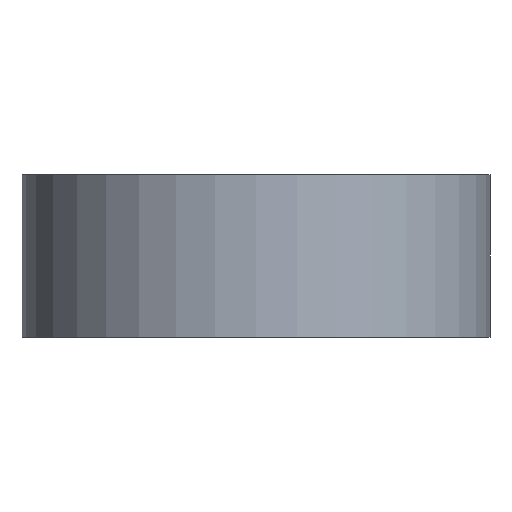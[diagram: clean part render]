
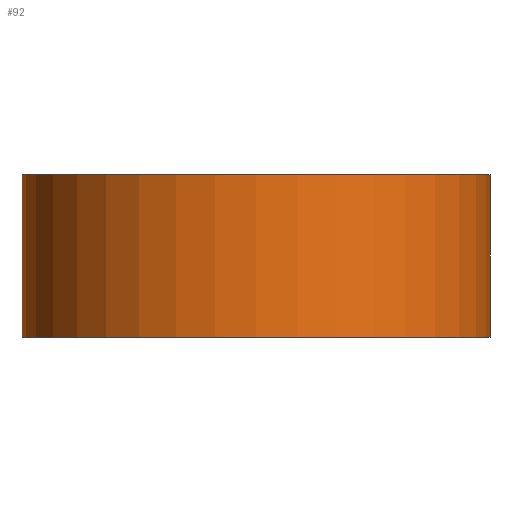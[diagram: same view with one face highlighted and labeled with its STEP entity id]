
A CAD part, front view. The second image highlights one B-rep face of the part: STEP entity #92.
In plain terms, the highlighted cylindrical face has radius 1.283 mm (diameter 2.565 mm), a full revolution.
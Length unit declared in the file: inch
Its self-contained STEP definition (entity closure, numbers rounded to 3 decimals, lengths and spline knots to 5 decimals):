
#36=CARTESIAN_POINT('',(0.,0.,0.035));
#37=DIRECTION('',(0.,0.,-1.));
#38=DIRECTION('',(-1.,0.,0.));
#39=AXIS2_PLACEMENT_3D('',#36,#37,#38);
#40=CIRCLE('',#39,0.0505);
#41=EDGE_CURVE('',#43,#43,#40,.T.);
#42=CARTESIAN_POINT('',(-0.0505,0.,0.035));
#43=VERTEX_POINT('',#42);
#64=CARTESIAN_POINT('',(0.,0.,0.));
#65=DIRECTION('',(0.,0.,1.));
#66=DIRECTION('',(1.,0.,0.));
#67=AXIS2_PLACEMENT_3D('',#64,#65,#66);
#68=CIRCLE('',#67,0.0505);
#69=EDGE_CURVE('',#71,#71,#68,.T.);
#70=CARTESIAN_POINT('',(0.0505,0.,0.));
#71=VERTEX_POINT('',#70);
#81=ORIENTED_EDGE('',*,*,#41,.T.);
#82=EDGE_LOOP('',(#81));
#83=FACE_BOUND('',#82,.T.);
#84=ORIENTED_EDGE('',*,*,#69,.T.);
#85=EDGE_LOOP('',(#84));
#86=FACE_BOUND('',#85,.T.);
#87=CARTESIAN_POINT('',(0.,0.,0.));
#88=DIRECTION('',(0.,0.,1.));
#89=DIRECTION('',(1.,0.,0.));
#90=AXIS2_PLACEMENT_3D('',#87,#88,#89);
#91=CYLINDRICAL_SURFACE('',#90,0.0505);
#92=ADVANCED_FACE('',(#83,#86),#91,.T.);
